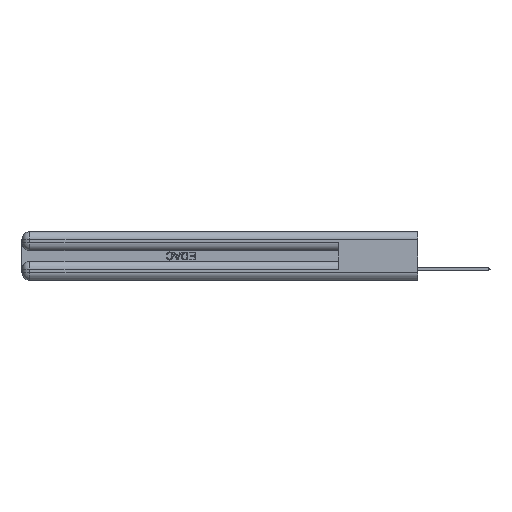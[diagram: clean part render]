
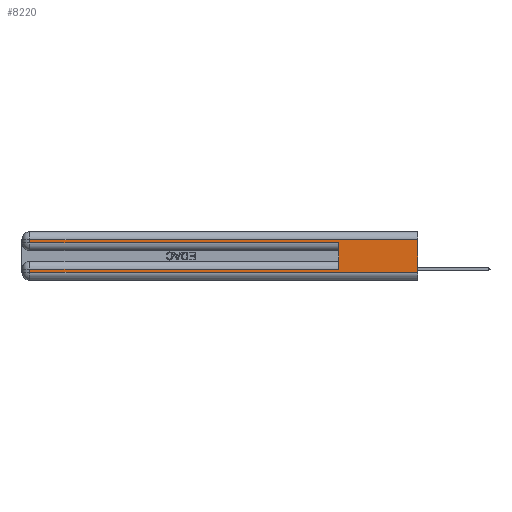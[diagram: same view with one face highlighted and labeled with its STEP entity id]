
A CAD part, left-side view. The second image highlights one B-rep face of the part: STEP entity #8220.
In plain terms, the highlighted planar face has unit normal (-1, 0, 0).
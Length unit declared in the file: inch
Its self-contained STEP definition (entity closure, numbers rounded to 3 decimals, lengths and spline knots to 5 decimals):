
#1871 = CARTESIAN_POINT ( 'NONE',  ( 0., 0., 0.31 ) ) ;
#2680 = EDGE_CURVE ( 'NONE', #50224, #30092, #50392, .T. ) ;
#3136 = ORIENTED_EDGE ( 'NONE', *, *, #25405, .F. ) ;
#3683 = FACE_OUTER_BOUND ( 'NONE', #49375, .T. ) ;
#5107 = VECTOR ( 'NONE', #37501, 39.37008 ) ;
#5169 = LINE ( 'NONE', #21535, #12678 ) ;
#5672 = VERTEX_POINT ( 'NONE', #1871 ) ;
#5746 = DIRECTION ( 'NONE',  ( 0., 0., 1. ) ) ;
#7967 = AXIS2_PLACEMENT_3D ( 'NONE', #37888, #22033, #29882 ) ;
#8220 = ADVANCED_FACE ( 'NONE', ( #3683 ), #29699, .F. ) ;
#9062 = CARTESIAN_POINT ( 'NONE',  ( 0., 0.6, 0.285 ) ) ;
#12678 = VECTOR ( 'NONE', #22269, 39.37008 ) ;
#13098 = CARTESIAN_POINT ( 'NONE',  ( 0., 2.94, 0.31 ) ) ;
#13929 = EDGE_CURVE ( 'NONE', #5672, #48832, #5169, .T. ) ;
#13989 = DIRECTION ( 'NONE',  ( 0., 0., -1. ) ) ;
#15037 = VECTOR ( 'NONE', #18868, 39.37008 ) ;
#16633 = VERTEX_POINT ( 'NONE', #47179 ) ;
#16956 = LINE ( 'NONE', #33527, #5107 ) ;
#17814 = CARTESIAN_POINT ( 'NONE',  ( 0., 2.94, 0.37 ) ) ;
#18387 = ORIENTED_EDGE ( 'NONE', *, *, #2680, .T. ) ;
#18868 = DIRECTION ( 'NONE',  ( 0., -1., 0. ) ) ;
#18939 = CARTESIAN_POINT ( 'NONE',  ( 0., 0., 0.06 ) ) ;
#19129 = LINE ( 'NONE', #41923, #24128 ) ;
#19520 = ORIENTED_EDGE ( 'NONE', *, *, #20079, .T. ) ;
#19918 = LINE ( 'NONE', #50148, #39900 ) ;
#20079 = EDGE_CURVE ( 'NONE', #16633, #48832, #40525, .T. ) ;
#21535 = CARTESIAN_POINT ( 'NONE',  ( 0., 0., 0.37 ) ) ;
#22033 = DIRECTION ( 'NONE',  ( 1., 0., 0. ) ) ;
#22269 = DIRECTION ( 'NONE',  ( 0., 0., -1. ) ) ;
#23549 = LINE ( 'NONE', #17814, #35451 ) ;
#24128 = VECTOR ( 'NONE', #42287, 39.37008 ) ;
#24268 = ORIENTED_EDGE ( 'NONE', *, *, #50151, .T. ) ;
#24521 = CARTESIAN_POINT ( 'NONE',  ( 0., 2.94, 0.285 ) ) ;
#25405 = EDGE_CURVE ( 'NONE', #50224, #39267, #38414, .T. ) ;
#25959 = VERTEX_POINT ( 'NONE', #13098 ) ;
#27827 = VECTOR ( 'NONE', #5746, 39.37008 ) ;
#28454 = EDGE_CURVE ( 'NONE', #5672, #25959, #16956, .T. ) ;
#29699 = PLANE ( 'NONE',  #7967 ) ;
#29882 = DIRECTION ( 'NONE',  ( 0., 0., -1. ) ) ;
#30092 = VERTEX_POINT ( 'NONE', #49503 ) ;
#30956 = EDGE_CURVE ( 'NONE', #25959, #33086, #23549, .T. ) ;
#33086 = VERTEX_POINT ( 'NONE', #24521 ) ;
#33486 = CARTESIAN_POINT ( 'NONE',  ( 0., 0.6, 0.145 ) ) ;
#33527 = CARTESIAN_POINT ( 'NONE',  ( 0., 0., 0.31 ) ) ;
#33782 = CARTESIAN_POINT ( 'NONE',  ( 0., 0.6, 0.085 ) ) ;
#34223 = ORIENTED_EDGE ( 'NONE', *, *, #28454, .T. ) ;
#34355 = ORIENTED_EDGE ( 'NONE', *, *, #30956, .T. ) ;
#34947 = CARTESIAN_POINT ( 'NONE',  ( 0., 0., 0.06 ) ) ;
#35451 = VECTOR ( 'NONE', #13989, 39.37008 ) ;
#36170 = EDGE_CURVE ( 'NONE', #33086, #39267, #19918, .T. ) ;
#37501 = DIRECTION ( 'NONE',  ( 0., 1., 0. ) ) ;
#37888 = CARTESIAN_POINT ( 'NONE',  ( 0., 0., 0.37 ) ) ;
#38414 = LINE ( 'NONE', #33486, #27827 ) ;
#38523 = VECTOR ( 'NONE', #46453, 39.37008 ) ;
#39267 = VERTEX_POINT ( 'NONE', #9062 ) ;
#39900 = VECTOR ( 'NONE', #43474, 39.37008 ) ;
#40525 = LINE ( 'NONE', #34947, #15037 ) ;
#41923 = CARTESIAN_POINT ( 'NONE',  ( 0., 2.94, 0.37 ) ) ;
#42287 = DIRECTION ( 'NONE',  ( 0., 0., -1. ) ) ;
#43474 = DIRECTION ( 'NONE',  ( 0., -1., 0. ) ) ;
#46453 = DIRECTION ( 'NONE',  ( 0., 1., 0. ) ) ;
#47179 = CARTESIAN_POINT ( 'NONE',  ( 0., 2.94, 0.06 ) ) ;
#47388 = ORIENTED_EDGE ( 'NONE', *, *, #13929, .F. ) ;
#48832 = VERTEX_POINT ( 'NONE', #18939 ) ;
#49375 = EDGE_LOOP ( 'NONE', ( #47388, #34223, #34355, #50628, #3136, #18387, #24268, #19520 ) ) ;
#49503 = CARTESIAN_POINT ( 'NONE',  ( 0., 2.94, 0.085 ) ) ;
#50148 = CARTESIAN_POINT ( 'NONE',  ( 0., 0., 0.285 ) ) ;
#50151 = EDGE_CURVE ( 'NONE', #30092, #16633, #19129, .T. ) ;
#50224 = VERTEX_POINT ( 'NONE', #33782 ) ;
#50392 = LINE ( 'NONE', #50629, #38523 ) ;
#50628 = ORIENTED_EDGE ( 'NONE', *, *, #36170, .T. ) ;
#50629 = CARTESIAN_POINT ( 'NONE',  ( 0., 0., 0.085 ) ) ;
